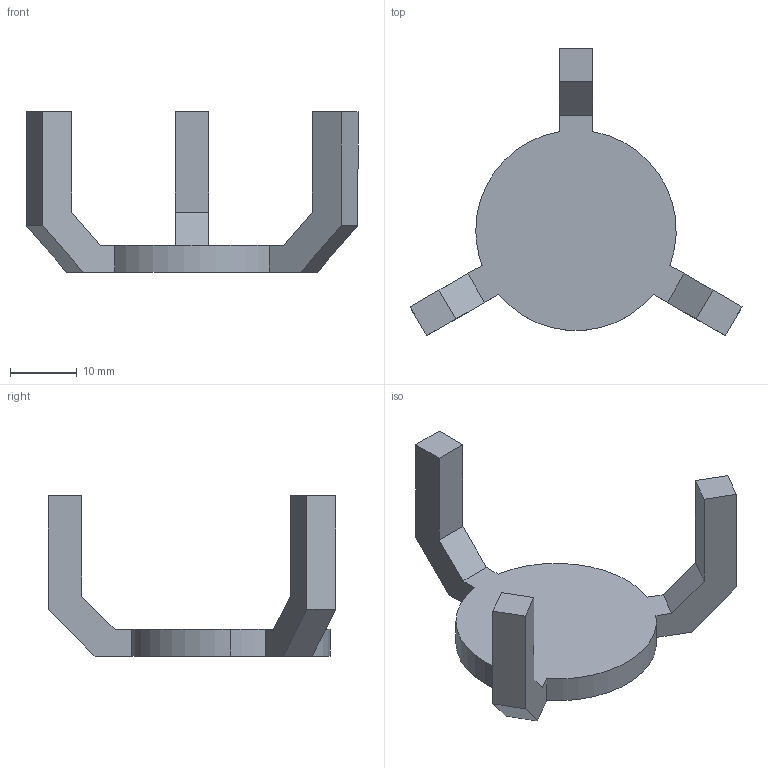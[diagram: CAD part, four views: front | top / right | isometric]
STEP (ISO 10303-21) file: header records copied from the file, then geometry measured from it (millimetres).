
FILE_DESCRIPTION (( 'STEP AP203' ), '1' );
FILE_NAME ('Stream_Breaker.STEP', '2020-11-29T12:47:35', ( '' ), ( '' ), '', '', '' );
FILE_SCHEMA (( 'CONFIG_CONTROL_DESIGN' ));
Length unit declared in the file: millimetre
Products named in the file (1): Stream_Breaker
Bounding box: 49.7 x 43.04 x 24 mm (x, y, z)
Volume: 4886.6 mm3; surface area: 3481.6 mm2
Topology: 1 solids, 1 shells, 27 faces, 75 edges, 50 vertices
Faces by surface type: plane 23, cylinder 4
Entity records: 934 total; most frequent: CARTESIAN_POINT 153, ORIENTED_EDGE 150, DIRECTION 139, EDGE_CURVE 75, LINE 67, VECTOR 67, VERTEX_POINT 50, AXIS2_PLACEMENT_3D 36
